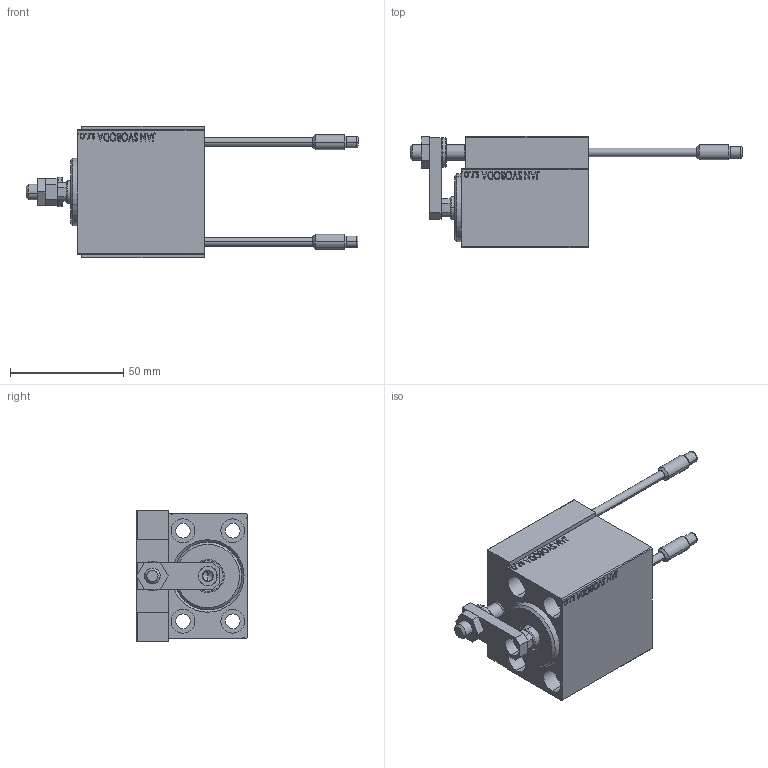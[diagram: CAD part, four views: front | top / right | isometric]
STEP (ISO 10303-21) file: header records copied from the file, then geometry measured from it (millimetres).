
FILE_DESCRIPTION (( 'STEP AP203' ), '1' );
FILE_NAME ('c7fb.STEP', '2024-05-02T10:35:57', ( '' ), ( '' ), 'SwSTEP 2.0', 'SolidWorks 2019', '' );
FILE_SCHEMA (( 'CONFIG_CONTROL_DESIGN' ));
Length unit declared in the file: millimetre
Products named in the file (15): ALLEN BOLT D5 b44bbbe991e96c6a3c34ee3ea0656930; SWITCH X b44bbbe991e96c6a3c34ee3ea0656930; NUT_D12 b44bbbe991e96c6a3c34ee3ea0656930; V450CM_C_VCP b44bbbe991e96c6a3c34ee3ea0656930; V450CM_C_Body b44bbbe991e96c6a3c34ee3ea0656930; ALLEN BOLT D8 b44bbbe991e96c6a3c34ee3ea0656930; c7fb; MAGNET b44bbbe991e96c6a3c34ee3ea0656930; ZARAZKA b44bbbe991e96c6a3c34ee3ea0656930; TYC_L79 b44bbbe991e96c6a3c34ee3ea0656930; V450CM_VC_B b44bbbe991e96c6a3c34ee3ea0656930; Block b44bbbe991e96c6a3c34ee3ea0656930; SWITCH_X_FRONT_BACK b44bbbe991e96c6a3c34ee3ea0656930; SWITCH DIM B,W b44bbbe991e96c6a3c34ee3ea0656930; KONCOVKA_Y b44bbbe991e96c6a3c34ee3ea0656930
Assembly tree (24 placements, depth 3):
  c7fb
    V450CM_C_Body b44bbbe991e96c6a3c34ee3ea0656930
    SWITCH X b44bbbe991e96c6a3c34ee3ea0656930
      SWITCH_X_FRONT_BACK b44bbbe991e96c6a3c34ee3ea0656930  x2
      TYC_L79 b44bbbe991e96c6a3c34ee3ea0656930
      Block b44bbbe991e96c6a3c34ee3ea0656930  x2
      ALLEN BOLT D5 b44bbbe991e96c6a3c34ee3ea0656930  x4
      ALLEN BOLT D8 b44bbbe991e96c6a3c34ee3ea0656930  x4
      MAGNET b44bbbe991e96c6a3c34ee3ea0656930  x2
      KONCOVKA_Y b44bbbe991e96c6a3c34ee3ea0656930  x2
    NUT_D12 b44bbbe991e96c6a3c34ee3ea0656930
    SWITCH DIM B,W b44bbbe991e96c6a3c34ee3ea0656930
    ZARAZKA b44bbbe991e96c6a3c34ee3ea0656930
    V450CM_C_VCP b44bbbe991e96c6a3c34ee3ea0656930
    V450CM_VC_B b44bbbe991e96c6a3c34ee3ea0656930
Bounding box: 146.7 x 49 x 58 mm (x, y, z)
Volume: 137148.5 mm3; surface area: 50656.2 mm2
Topology: 23 solids, 23 shells, 1307 faces, 3120 edges, 1991 vertices
Faces by surface type: plane 563, bspline 380, cylinder 198, cone 114, torus 48, sphere 4
Entity records: 50631 total; most frequent: CARTESIAN_POINT 26050, ORIENTED_EDGE 5216, DIRECTION 3534, EDGE_CURVE 2608, VERTEX_POINT 1703, VECTOR 1496, LINE 1496, EDGE_LOOP 1209
